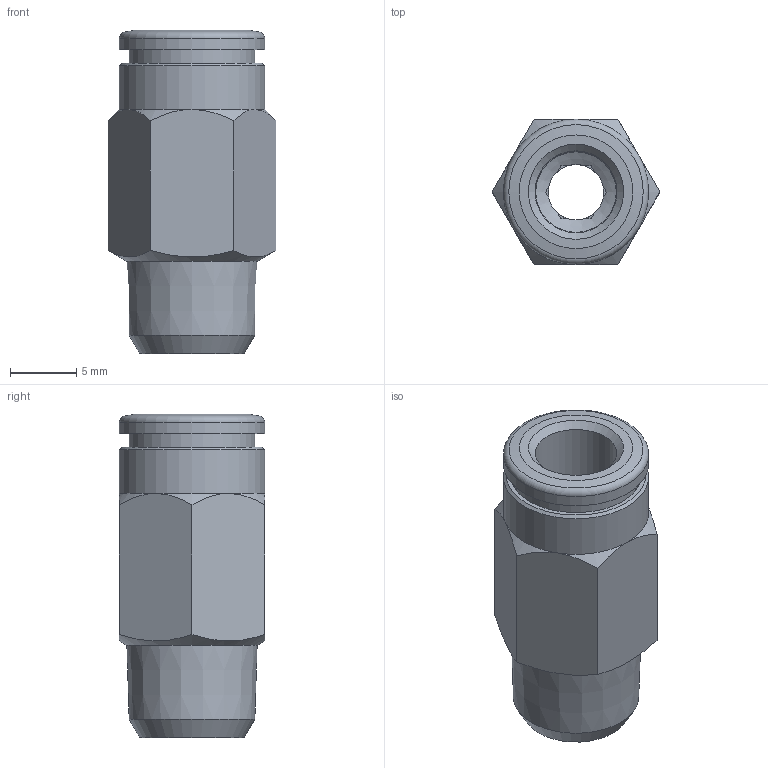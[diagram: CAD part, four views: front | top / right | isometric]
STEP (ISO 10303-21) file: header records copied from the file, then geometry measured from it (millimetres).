
FILE_DESCRIPTION(/* description */ (''),/* implementation_level */ '2;1');
FILE_NAME(/* name */ 'iqsg_186_msv.stp',/* time_stamp */ '2017-10-04T15:25:46+02:00',/* author */ ('Hamoud'),/* organization */ (''),/* preprocessor_version */ 'ST-DEVELOPER v15.6',/* originating_system */ 'Autodesk Inventor LT ',/* authorisation */ '');
FILE_SCHEMA (('AUTOMOTIVE_DESIGN { 1 0 10303 214 3 1 1 }'));
Length unit declared in the file: millimetre
Products named in the file (1): iqsg_186_msv
Bounding box: 12.7 x 11 x 24.5 mm (x, y, z)
Volume: 1448.1 mm3; surface area: 1904.9 mm2
Topology: 2 solids, 2 shells, 58 faces, 137 edges, 85 vertices
Faces by surface type: plane 30, cone 18, cylinder 9, torus 1
Full cylindrical faces by diameter (mm): 4.2 x1, 6.1 x1, 6.2 x1, 8.3 x1, 9 x1, 9.5 x1, 9.6 x1, 11 x2
Entity records: 1681 total; most frequent: CARTESIAN_POINT 447, DIRECTION 242, ORIENTED_EDGE 220, EDGE_CURVE 110, AXIS2_PLACEMENT_3D 103, EDGE_LOOP 86, VERTEX_POINT 80, FACE_OUTER_BOUND 58
